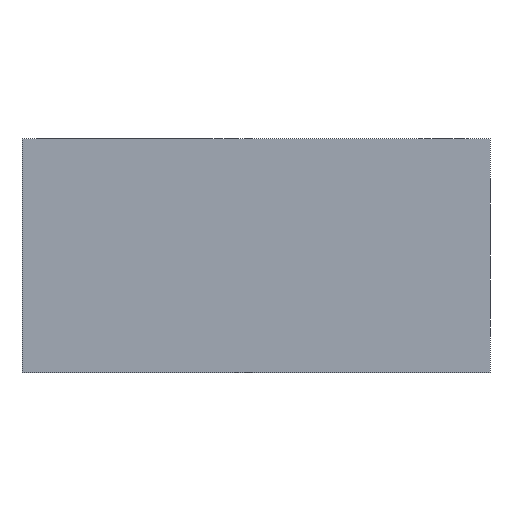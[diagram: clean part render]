
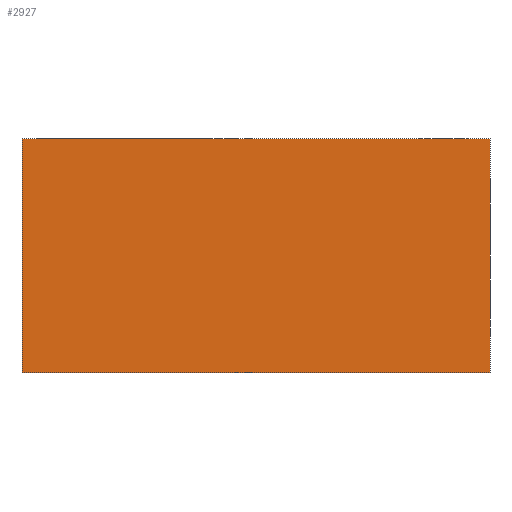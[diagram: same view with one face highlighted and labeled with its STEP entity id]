
A CAD part, front view. The second image highlights one B-rep face of the part: STEP entity #2927.
In plain terms, the highlighted planar face has unit normal (0, -1, 0).
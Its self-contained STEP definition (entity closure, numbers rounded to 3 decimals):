
#931=DIRECTION('',(-1.,0.,0.));
#932=VECTOR('',#931,63.5);
#933=CARTESIAN_POINT('',(31.75,-22.606,15.875));
#934=LINE('',#933,#932);
#935=DIRECTION('',(0.,0.,1.));
#936=VECTOR('',#935,31.75);
#937=CARTESIAN_POINT('',(31.75,-22.606,-15.875));
#938=LINE('',#937,#936);
#939=DIRECTION('',(1.,0.,0.));
#940=VECTOR('',#939,63.5);
#941=CARTESIAN_POINT('',(-31.75,-22.606,-15.875));
#942=LINE('',#941,#940);
#943=DIRECTION('',(0.,0.,-1.));
#944=VECTOR('',#943,31.75);
#945=CARTESIAN_POINT('',(-31.75,-22.606,15.875));
#946=LINE('',#945,#944);
#1567=CARTESIAN_POINT('',(31.75,-22.606,15.875));
#1568=CARTESIAN_POINT('',(-31.75,-22.606,15.875));
#1569=VERTEX_POINT('',#1567);
#1570=VERTEX_POINT('',#1568);
#1571=CARTESIAN_POINT('',(-31.75,-22.606,-15.875));
#1572=VERTEX_POINT('',#1571);
#1573=CARTESIAN_POINT('',(31.75,-22.606,-15.875));
#1574=VERTEX_POINT('',#1573);
#2916=CARTESIAN_POINT('',(0.,-22.606,0.));
#2917=DIRECTION('',(0.,-1.,0.));
#2918=DIRECTION('',(1.,0.,0.));
#2919=AXIS2_PLACEMENT_3D('',#2916,#2917,#2918);
#2920=PLANE('',#2919);
#2921=ORIENTED_EDGE('',*,*,#2802,.F.);
#2922=ORIENTED_EDGE('',*,*,#2841,.F.);
#2923=ORIENTED_EDGE('',*,*,#2861,.F.);
#2924=ORIENTED_EDGE('',*,*,#2904,.F.);
#2925=EDGE_LOOP('',(#2921,#2922,#2923,#2924));
#2926=FACE_OUTER_BOUND('',#2925,.F.);
#2927=ADVANCED_FACE('',(#2926),#2920,.T.);
#2802=EDGE_CURVE('',#1569,#1570,#934,.T.);
#2841=EDGE_CURVE('',#1574,#1569,#938,.T.);
#2861=EDGE_CURVE('',#1572,#1574,#942,.T.);
#2904=EDGE_CURVE('',#1570,#1572,#946,.T.);
